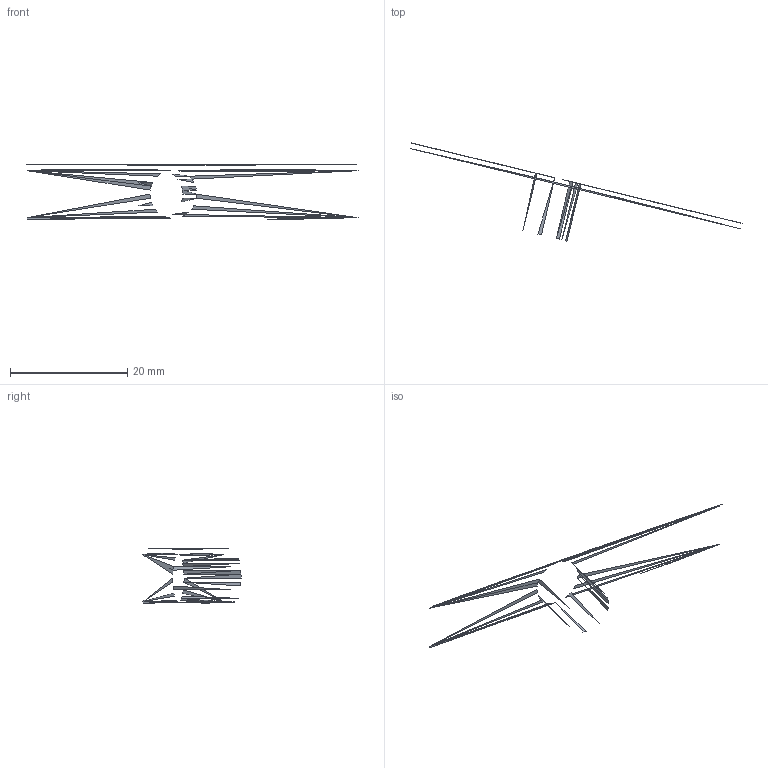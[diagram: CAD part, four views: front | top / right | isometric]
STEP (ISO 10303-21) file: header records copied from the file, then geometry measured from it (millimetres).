
FILE_DESCRIPTION(('STEP AP214'),'1');
FILE_NAME('23qdzbmmynb4.stp','2023-08-21T09:34:59',(' '),(' '),'Spatial InterOp 3D',' ',' ');
FILE_SCHEMA(('automotive_design'));
Length unit declared in the file: metre
Products named in the file (1): Root
Bounding box: 56.57 x 16.73 x 9.26 mm (x, y, z)
Surface area: 0 mm2 (no closed solid volume)
Topology: 0 solids, 5440 shells, 5440 faces, 5732 edges, 5732 vertices
Faces by surface type: plane 5440
Entity records: 195864 total; most frequent: DIRECTION 27202, CARTESIAN_POINT 16321, VERTEX_POINT 16320, ORIENTED_EDGE 16320, EDGE_CURVE 16320, LINE 16320, VECTOR 16320, AXIS2_PLACEMENT_3D 5441
